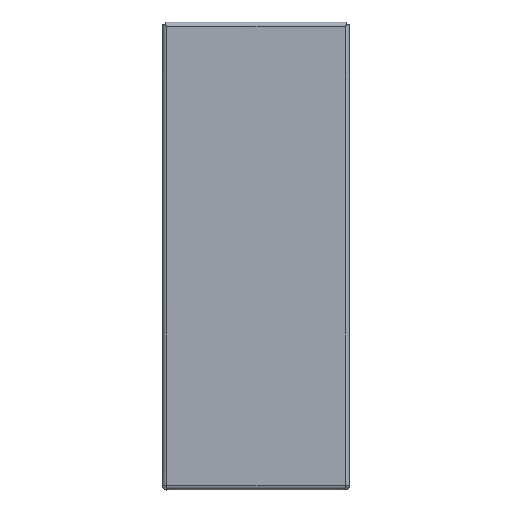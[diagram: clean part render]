
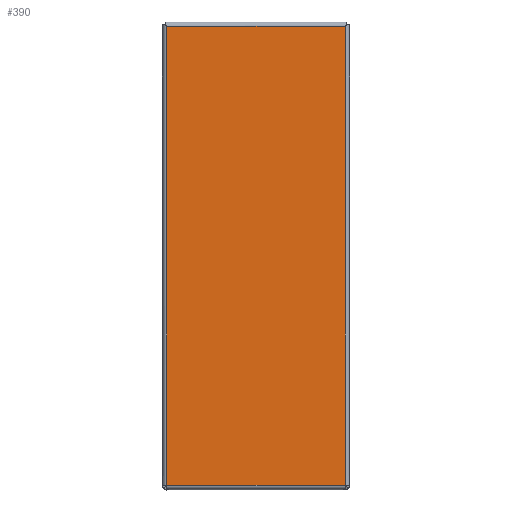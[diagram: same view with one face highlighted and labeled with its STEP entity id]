
A CAD part, top view. The second image highlights one B-rep face of the part: STEP entity #390.
In plain terms, the highlighted planar face has unit normal (0, 0, 1).
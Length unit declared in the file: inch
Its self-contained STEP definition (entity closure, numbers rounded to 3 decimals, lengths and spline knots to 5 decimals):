
#68 = FACE_OUTER_BOUND ( 'NONE', #1869, .T. ) ;
#148 = DIRECTION ( 'NONE',  ( 0., 1., 0. ) ) ;
#155 = EDGE_CURVE ( 'NONE', #994, #740, #1110, .T. ) ;
#302 = VECTOR ( 'NONE', #1850, 39.37008 ) ;
#337 = VERTEX_POINT ( 'NONE', #2021 ) ;
#390 = ADVANCED_FACE ( 'NONE', ( #68 ), #601, .T. ) ;
#444 = VECTOR ( 'NONE', #472, 39.37008 ) ;
#453 = DIRECTION ( 'NONE',  ( 0., 0., 1. ) ) ;
#472 = DIRECTION ( 'NONE',  ( 0., -1., 0. ) ) ;
#482 = EDGE_CURVE ( 'NONE', #337, #1536, #1119, .T. ) ;
#483 = CARTESIAN_POINT ( 'NONE',  ( 0., 0.048, 5. ) ) ;
#601 = PLANE ( 'NONE',  #1921 ) ;
#619 = CARTESIAN_POINT ( 'NONE',  ( 5.857, 0.048, 5. ) ) ;
#640 = EDGE_CURVE ( 'NONE', #1536, #994, #1333, .T. ) ;
#740 = VERTEX_POINT ( 'NONE', #1072 ) ;
#858 = ORIENTED_EDGE ( 'NONE', *, *, #482, .T. ) ;
#965 = CARTESIAN_POINT ( 'NONE',  ( 5.857, 14.762, 5. ) ) ;
#994 = VERTEX_POINT ( 'NONE', #965 ) ;
#1031 = ORIENTED_EDGE ( 'NONE', *, *, #1632, .T. ) ;
#1072 = CARTESIAN_POINT ( 'NONE',  ( 0.143, 14.762, 5. ) ) ;
#1099 = CARTESIAN_POINT ( 'NONE',  ( 0., 14.762, 5. ) ) ;
#1110 = LINE ( 'NONE', #1099, #302 ) ;
#1119 = LINE ( 'NONE', #483, #2529 ) ;
#1249 = CARTESIAN_POINT ( 'NONE',  ( 0., 0., 5. ) ) ;
#1333 = LINE ( 'NONE', #2314, #1745 ) ;
#1340 = ORIENTED_EDGE ( 'NONE', *, *, #640, .T. ) ;
#1536 = VERTEX_POINT ( 'NONE', #619 ) ;
#1632 = EDGE_CURVE ( 'NONE', #740, #337, #2025, .T. ) ;
#1643 = DIRECTION ( 'NONE',  ( 1., 0., 0. ) ) ;
#1745 = VECTOR ( 'NONE', #148, 39.37008 ) ;
#1850 = DIRECTION ( 'NONE',  ( -1., 0., 0. ) ) ;
#1869 = EDGE_LOOP ( 'NONE', ( #1340, #2120, #1031, #858 ) ) ;
#1921 = AXIS2_PLACEMENT_3D ( 'NONE', #1249, #453, #2188 ) ;
#2021 = CARTESIAN_POINT ( 'NONE',  ( 0.143, 0.048, 5. ) ) ;
#2025 = LINE ( 'NONE', #2223, #444 ) ;
#2120 = ORIENTED_EDGE ( 'NONE', *, *, #155, .T. ) ;
#2188 = DIRECTION ( 'NONE',  ( 1., 0., 0. ) ) ;
#2223 = CARTESIAN_POINT ( 'NONE',  ( 0.143, 0., 5. ) ) ;
#2314 = CARTESIAN_POINT ( 'NONE',  ( 5.857, 0., 5. ) ) ;
#2529 = VECTOR ( 'NONE', #1643, 39.37008 ) ;
